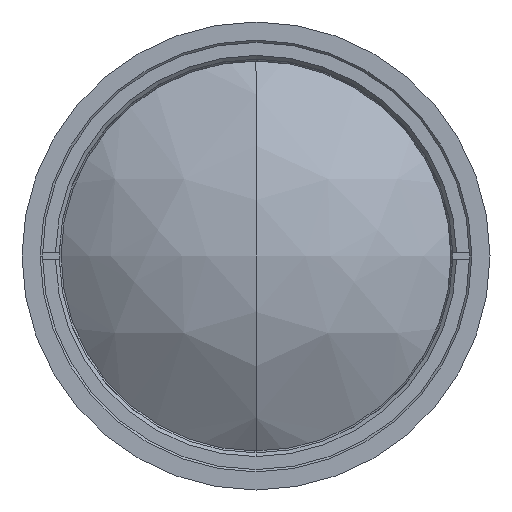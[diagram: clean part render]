
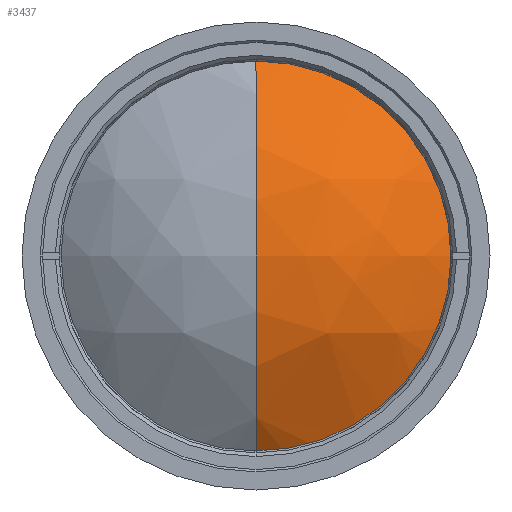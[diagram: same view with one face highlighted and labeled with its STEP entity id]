
A CAD part, left-side view. The second image highlights one B-rep face of the part: STEP entity #3437.
In plain terms, the highlighted free-form (B-spline) face has degree [3, 3] with [4, 4] control points.
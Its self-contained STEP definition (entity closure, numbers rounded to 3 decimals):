
#918 = CARTESIAN_POINT ( 'NONE',  ( -123.334, -15.541, -28.281 ) ) ;
#1139 = AXIS2_PLACEMENT_3D ( 'NONE', #2500, #5010, #8785 ) ;
#2130 = CARTESIAN_POINT ( 'NONE',  ( -136.41, -22.002, 11.132 ) ) ;
#2500 = CARTESIAN_POINT ( 'NONE',  ( -126.269, 0., 0. ) ) ;
#3437 = ADVANCED_FACE ( 'NONE', ( #12132 ), #12142, .T. ) ;
#3583 = CARTESIAN_POINT ( 'NONE',  ( -140.239, -11.334, -11.132 ) ) ;
#4448 = CIRCLE ( 'NONE', #13552, 44.342 ) ;
#4718 = CARTESIAN_POINT ( 'NONE',  ( -123.334, -15.541, 28.281 ) ) ;
#5010 = DIRECTION ( 'NONE',  ( -1., 0., 0. ) ) ;
#5140 = EDGE_CURVE ( 'NONE', #11232, #12822, #4448, .T. ) ;
#5947 = CARTESIAN_POINT ( 'NONE',  ( -136.41, -22.002, -11.132 ) ) ;
#6408 = CARTESIAN_POINT ( 'NONE',  ( -126.269, 0., -28. ) ) ;
#7092 = CARTESIAN_POINT ( 'NONE',  ( -140.239, 0., -11.132 ) ) ;
#7248 = CARTESIAN_POINT ( 'NONE',  ( -126.038, -8.006, 28.281 ) ) ;
#7486 = DIRECTION ( 'NONE',  ( 0., -1., 0. ) ) ;
#8490 = CARTESIAN_POINT ( 'NONE',  ( -140.239, 0., 11.132 ) ) ;
#8785 = DIRECTION ( 'NONE',  ( 0., 0., -1. ) ) ;
#8813 = DIRECTION ( 'NONE',  ( 0., 0., 1. ) ) ;
#9622 = CARTESIAN_POINT ( 'NONE',  ( -118.243, -21.719, -28.281 ) ) ;
#9797 = CARTESIAN_POINT ( 'NONE',  ( -140.239, -11.334, 11.132 ) ) ;
#10917 = CARTESIAN_POINT ( 'NONE',  ( -126.038, 0., -28.281 ) ) ;
#11008 = CARTESIAN_POINT ( 'NONE',  ( -129.202, -30.75, 11.132 ) ) ;
#11232 = VERTEX_POINT ( 'NONE', #15053 ) ;
#11962 = CARTESIAN_POINT ( 'NONE',  ( -126.038, 0., 28.281 ) ) ;
#12090 = EDGE_CURVE ( 'NONE', #12822, #11232, #13611, .T. ) ;
#12132 = FACE_OUTER_BOUND ( 'NONE', #13208, .T. ) ;
#12142 =( BOUNDED_SURFACE ( )  B_SPLINE_SURFACE ( 3, 3, ( 
 ( #11962, #7248, #4718, #13365 ),
 ( #8490, #9797, #2130, #11008 ),
 ( #7092, #3583, #5947, #13510 ),
 ( #10917, #15938, #918, #9622 ) ),
 .UNSPECIFIED., .F., .F., .T. ) 
 B_SPLINE_SURFACE_WITH_KNOTS ( ( 4, 4 ),
 ( 4, 4 ),
 ( 0., 1. ),
 ( 0., 1. ),
 .UNSPECIFIED. ) 
 GEOMETRIC_REPRESENTATION_ITEM ( )  RATIONAL_B_SPLINE_SURFACE ( (
 ( 1., 0.961, 0.961, 1.),
 ( 0.847, 0.814, 0.814, 0.847),
 ( 0.847, 0.814, 0.814, 0.847),
 ( 1., 0.961, 0.961, 1.) ) ) 
 REPRESENTATION_ITEM ( '' )  SURFACE ( )  );
#12822 = VERTEX_POINT ( 'NONE', #6408 ) ;
#13208 = EDGE_LOOP ( 'NONE', ( #15252, #15117 ) ) ;
#13365 = CARTESIAN_POINT ( 'NONE',  ( -118.243, -21.719, 28.281 ) ) ;
#13510 = CARTESIAN_POINT ( 'NONE',  ( -129.202, -30.75, -11.132 ) ) ;
#13552 = AXIS2_PLACEMENT_3D ( 'NONE', #14929, #7486, #8813 ) ;
#13611 = CIRCLE ( 'NONE', #1139, 28. ) ;
#14929 = CARTESIAN_POINT ( 'NONE',  ( -91.886, 0., 0. ) ) ;
#15053 = CARTESIAN_POINT ( 'NONE',  ( -126.269, 0., 28. ) ) ;
#15117 = ORIENTED_EDGE ( 'NONE', *, *, #5140, .T. ) ;
#15252 = ORIENTED_EDGE ( 'NONE', *, *, #12090, .T. ) ;
#15938 = CARTESIAN_POINT ( 'NONE',  ( -126.038, -8.006, -28.281 ) ) ;
